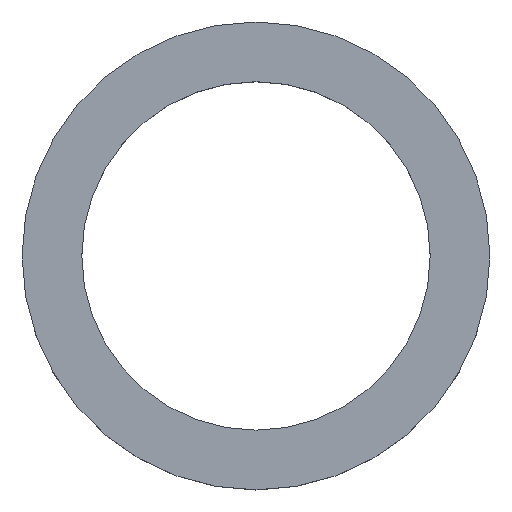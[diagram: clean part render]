
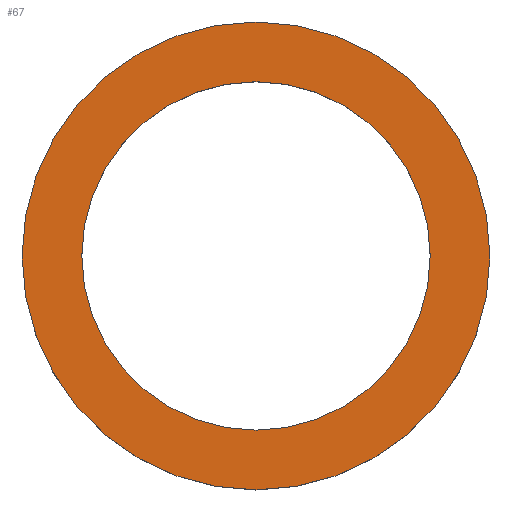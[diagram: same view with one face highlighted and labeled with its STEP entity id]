
A CAD part, top view. The second image highlights one B-rep face of the part: STEP entity #67.
In plain terms, the highlighted planar face has unit normal (0, 0, 1).
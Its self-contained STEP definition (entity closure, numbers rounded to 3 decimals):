
#14=FACE_BOUND('',#25,.T.);
#16=PLANE('',#98);
#20=FACE_OUTER_BOUND('',#24,.T.);
#24=EDGE_LOOP('',(#54));
#25=EDGE_LOOP('',(#55));
#32=CIRCLE('',#93,17.5);
#34=CIRCLE('',#96,23.5);
#36=VERTEX_POINT('',#122);
#38=VERTEX_POINT('',#128);
#40=EDGE_CURVE('',#36,#36,#32,.T.);
#43=EDGE_CURVE('',#38,#38,#34,.T.);
#54=ORIENTED_EDGE('',*,*,#43,.T.);
#55=ORIENTED_EDGE('',*,*,#40,.T.);
#67=ADVANCED_FACE('',(#20,#14),#16,.T.);
#93=AXIS2_PLACEMENT_3D('',#123,#104,#105);
#96=AXIS2_PLACEMENT_3D('',#129,#111,#112);
#98=AXIS2_PLACEMENT_3D('',#133,#116,#117);
#104=DIRECTION('center_axis',(0.,0.,-1.));
#105=DIRECTION('ref_axis',(-1.,0.,0.));
#111=DIRECTION('center_axis',(0.,0.,1.));
#112=DIRECTION('ref_axis',(1.,0.,0.));
#116=DIRECTION('center_axis',(0.,0.,1.));
#117=DIRECTION('ref_axis',(1.,0.,0.));
#122=CARTESIAN_POINT('',(17.5,0.,7.));
#123=CARTESIAN_POINT('Origin',(0.,0.,7.));
#128=CARTESIAN_POINT('',(-23.5,0.,7.));
#129=CARTESIAN_POINT('Origin',(0.,0.,7.));
#133=CARTESIAN_POINT('Origin',(0.,0.,7.));
